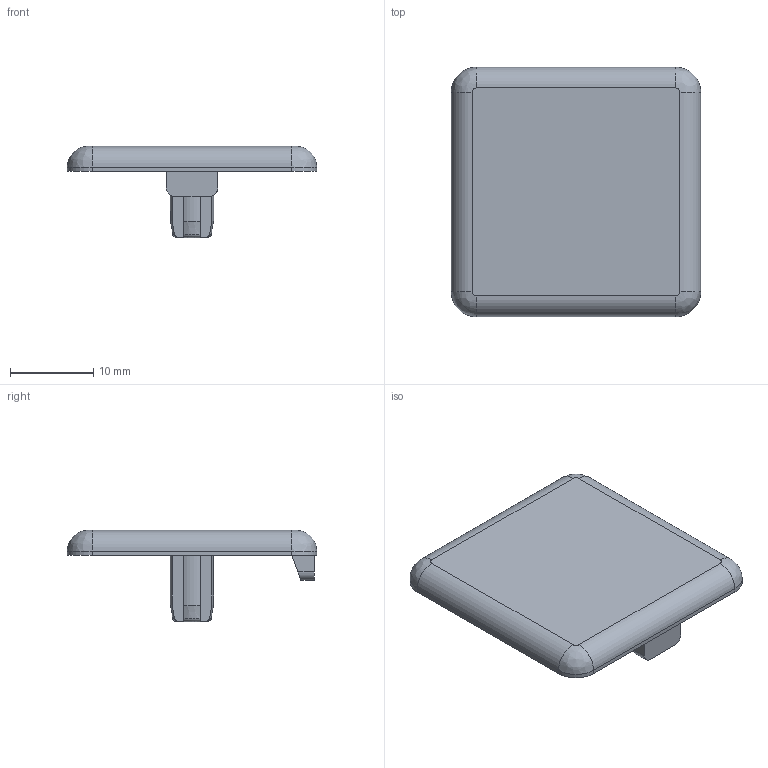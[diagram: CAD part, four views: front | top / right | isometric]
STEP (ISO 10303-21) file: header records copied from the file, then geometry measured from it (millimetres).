
FILE_DESCRIPTION(/* description */ ('Abdeckkappe 30x30 ESD'),/* implementation_level */ '2;1');
FILE_NAME(/* name */ '261005027 Abdeckkappe 30x30 ESD.stp',/* time_stamp */ '2020-08-31T15:20:21+02:00',/* author */ ('wheldmann'),/* organization */ (''),/* preprocessor_version */ 'ST-DEVELOPER v17.2',/* originating_system */ 'Autodesk Inventor 2019',/* authorisation */ '');
FILE_SCHEMA (('AUTOMOTIVE_DESIGN { 1 0 10303 214 3 1 1 }'));
Length unit declared in the file: millimetre
Products named in the file (1): 261005027
Bounding box: 30 x 30 x 11 mm (x, y, z)
Volume: 2137 mm3; surface area: 2312 mm2
Topology: 1 solids, 1 shells, 55 faces, 143 edges, 92 vertices
Faces by surface type: plane 27, cylinder 16, torus 4, cone 4, bspline 4
Entity records: 1822 total; most frequent: CARTESIAN_POINT 450, ORIENTED_EDGE 286, DIRECTION 273, EDGE_CURVE 143, AXIS2_PLACEMENT_3D 95, VERTEX_POINT 92, LINE 83, VECTOR 83
